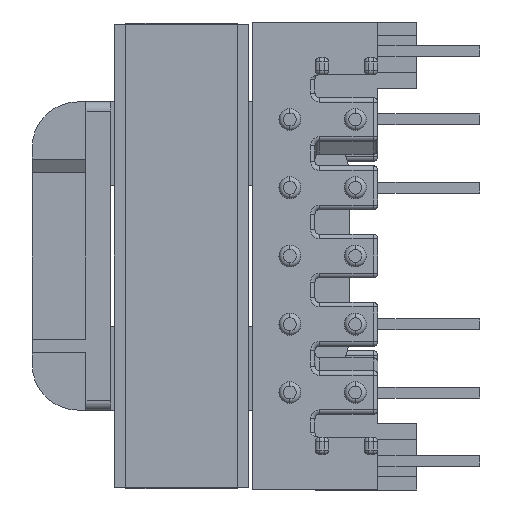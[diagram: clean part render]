
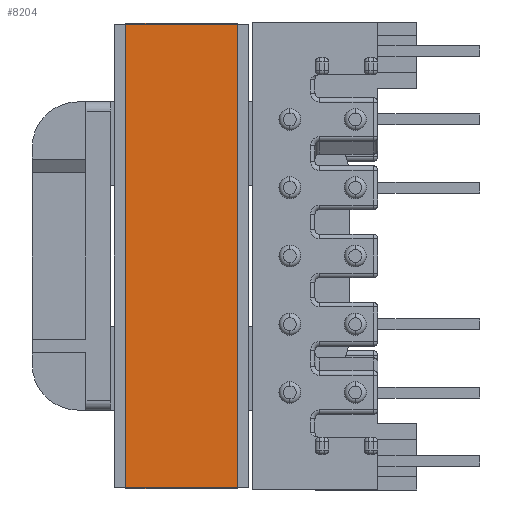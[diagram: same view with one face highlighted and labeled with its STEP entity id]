
A CAD part, left-side view. The second image highlights one B-rep face of the part: STEP entity #8204.
In plain terms, the highlighted face is planar.
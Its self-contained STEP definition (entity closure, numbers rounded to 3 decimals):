
#50 = ORIENTED_EDGE ( 'NONE', *, *, #3272, .T. ) ;
#769 = LINE ( 'NONE', #9727, #7611 ) ;
#1414 = VECTOR ( 'NONE', #25269, 1000. ) ;
#3272 = EDGE_CURVE ( 'NONE', #23416, #11778, #3813, .T. ) ;
#3382 = VECTOR ( 'NONE', #25226, 1000. ) ;
#3813 = LINE ( 'NONE', #7276, #16515 ) ;
#3991 = DIRECTION ( 'NONE',  ( 0., 0., 1. ) ) ;
#5509 = EDGE_LOOP ( 'NONE', ( #17761, #10652, #50, #25182 ) ) ;
#7276 = CARTESIAN_POINT ( 'NONE',  ( -0.102, 0.102, -6.22 ) ) ;
#7611 = VECTOR ( 'NONE', #11711, 1000. ) ;
#8004 = CARTESIAN_POINT ( 'NONE',  ( -0.102, 0.102, -6.22 ) ) ;
#8204 = ADVANCED_FACE ( 'NONE', ( #14045 ), #19888, .T. ) ;
#9727 = CARTESIAN_POINT ( 'NONE',  ( -0.102, 0.102, -6.22 ) ) ;
#10652 = ORIENTED_EDGE ( 'NONE', *, *, #13347, .F. ) ;
#10756 = EDGE_CURVE ( 'NONE', #11778, #15703, #769, .T. ) ;
#11378 = LINE ( 'NONE', #23368, #1414 ) ;
#11711 = DIRECTION ( 'NONE',  ( 0., 0., 1. ) ) ;
#11778 = VERTEX_POINT ( 'NONE', #24085 ) ;
#13347 = EDGE_CURVE ( 'NONE', #23416, #18412, #24771, .T. ) ;
#13685 = CARTESIAN_POINT ( 'NONE',  ( 25.902, 0.102, 0. ) ) ;
#13854 = CARTESIAN_POINT ( 'NONE',  ( 25.902, 0.102, -6.22 ) ) ;
#14045 = FACE_OUTER_BOUND ( 'NONE', #5509, .T. ) ;
#14994 = CARTESIAN_POINT ( 'NONE',  ( -0.102, 0.102, 0. ) ) ;
#15703 = VERTEX_POINT ( 'NONE', #14994 ) ;
#16515 = VECTOR ( 'NONE', #18974, 1000. ) ;
#17761 = ORIENTED_EDGE ( 'NONE', *, *, #18329, .F. ) ;
#18329 = EDGE_CURVE ( 'NONE', #18412, #15703, #11378, .T. ) ;
#18412 = VERTEX_POINT ( 'NONE', #13685 ) ;
#18974 = DIRECTION ( 'NONE',  ( -1., 0., 0. ) ) ;
#19888 = PLANE ( 'NONE',  #22402 ) ;
#21484 = CARTESIAN_POINT ( 'NONE',  ( 25.902, 0.102, -6.22 ) ) ;
#22402 = AXIS2_PLACEMENT_3D ( 'NONE', #8004, #23803, #3991 ) ;
#23368 = CARTESIAN_POINT ( 'NONE',  ( -0.102, 0.102, 0. ) ) ;
#23416 = VERTEX_POINT ( 'NONE', #13854 ) ;
#23803 = DIRECTION ( 'NONE',  ( 0., 1., 0. ) ) ;
#24085 = CARTESIAN_POINT ( 'NONE',  ( -0.102, 0.102, -6.22 ) ) ;
#24771 = LINE ( 'NONE', #21484, #3382 ) ;
#25182 = ORIENTED_EDGE ( 'NONE', *, *, #10756, .T. ) ;
#25226 = DIRECTION ( 'NONE',  ( 0., 0., 1. ) ) ;
#25269 = DIRECTION ( 'NONE',  ( -1., 0., 0. ) ) ;
